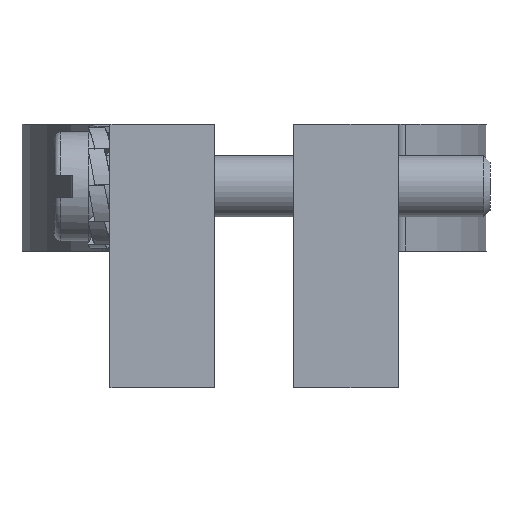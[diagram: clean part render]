
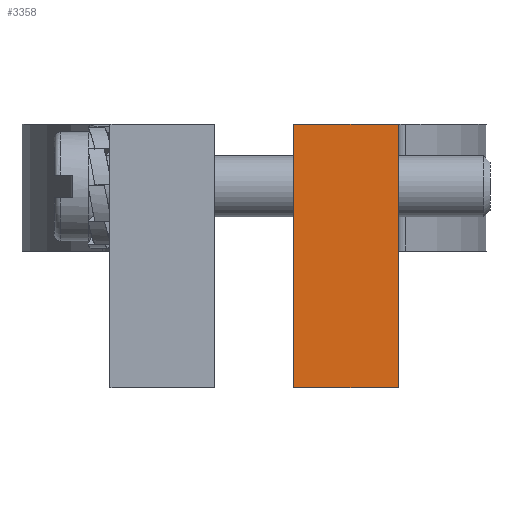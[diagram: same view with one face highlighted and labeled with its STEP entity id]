
A CAD part, left-side view. The second image highlights one B-rep face of the part: STEP entity #3358.
In plain terms, the highlighted face is planar.
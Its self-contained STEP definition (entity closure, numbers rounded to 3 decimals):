
#237=PLANE('',#3626);
#356=FACE_OUTER_BOUND('',#558,.T.);
#558=EDGE_LOOP('',(#2407,#2408,#2409,#2410));
#765=LINE('',#5130,#1049);
#775=LINE('',#5150,#1059);
#792=LINE('',#5184,#1076);
#796=LINE('',#5192,#1080);
#1049=VECTOR('',#4057,10.);
#1059=VECTOR('',#4073,10.);
#1076=VECTOR('',#4110,10.);
#1080=VECTOR('',#4122,10.);
#1457=VERTEX_POINT('',#5127);
#1458=VERTEX_POINT('',#5129);
#1465=VERTEX_POINT('',#5148);
#1472=VERTEX_POINT('',#5183);
#1796=EDGE_CURVE('',#1457,#1458,#765,.T.);
#1807=EDGE_CURVE('',#1465,#1457,#775,.T.);
#1824=EDGE_CURVE('',#1472,#1465,#792,.T.);
#1828=EDGE_CURVE('',#1472,#1458,#796,.T.);
#2407=ORIENTED_EDGE('',*,*,#1828,.T.);
#2408=ORIENTED_EDGE('',*,*,#1796,.F.);
#2409=ORIENTED_EDGE('',*,*,#1807,.F.);
#2410=ORIENTED_EDGE('',*,*,#1824,.F.);
#3358=ADVANCED_FACE('',(#356),#237,.T.);
#3626=AXIS2_PLACEMENT_3D('',#5194,#4124,#4125);
#4057=DIRECTION('',(0.,1.,0.));
#4073=DIRECTION('',(0.,0.,1.));
#4110=DIRECTION('',(0.,-1.,0.));
#4122=DIRECTION('',(0.,0.,1.));
#4124=DIRECTION('center_axis',(1.,0.,0.));
#4125=DIRECTION('ref_axis',(0.,1.,0.));
#5127=CARTESIAN_POINT('',(22.5,0.,8.05));
#5129=CARTESIAN_POINT('',(22.5,6.65,8.05));
#5130=CARTESIAN_POINT('',(22.5,0.,8.05));
#5148=CARTESIAN_POINT('',(22.5,0.,-8.68));
#5150=CARTESIAN_POINT('',(22.5,0.,0.));
#5183=CARTESIAN_POINT('',(22.5,6.65,-8.68));
#5184=CARTESIAN_POINT('',(22.5,6.65,-8.68));
#5192=CARTESIAN_POINT('',(22.5,6.65,0.));
#5194=CARTESIAN_POINT('Origin',(22.5,0.,0.));
